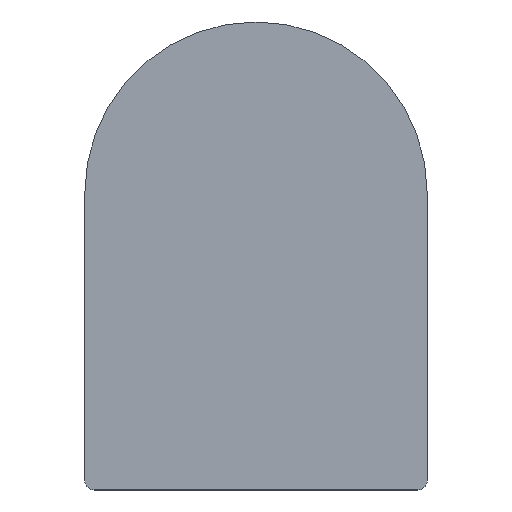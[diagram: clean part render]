
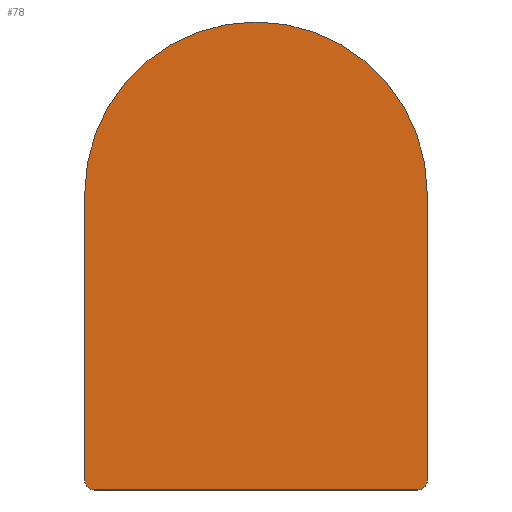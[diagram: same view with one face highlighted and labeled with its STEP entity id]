
A CAD part, top view. The second image highlights one B-rep face of the part: STEP entity #78.
In plain terms, the highlighted planar face has unit normal (0, 0, 1).
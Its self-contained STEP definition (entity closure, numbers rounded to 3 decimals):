
#1 = CIRCLE ( 'NONE', #213, 0.5 ) ;
#7 = FACE_OUTER_BOUND ( 'NONE', #142, .T. ) ;
#11 = DIRECTION ( 'NONE',  ( 1., 0., 0. ) ) ;
#16 = VERTEX_POINT ( 'NONE', #145 ) ;
#23 = CARTESIAN_POINT ( 'NONE',  ( -9.15, -1.415, 6.15 ) ) ;
#25 = CARTESIAN_POINT ( 'NONE',  ( 0., -1.415, 6.15 ) ) ;
#39 = CARTESIAN_POINT ( 'NONE',  ( 9.15, -16.765, 6.15 ) ) ;
#43 = ORIENTED_EDGE ( 'NONE', *, *, #263, .T. ) ;
#52 = AXIS2_PLACEMENT_3D ( 'NONE', #25, #272, #55 ) ;
#54 = DIRECTION ( 'NONE',  ( 0., 0., 1. ) ) ;
#55 = DIRECTION ( 'NONE',  ( -1., 0., 0. ) ) ;
#56 = CIRCLE ( 'NONE', #231, 9.15 ) ;
#58 = DIRECTION ( 'NONE',  ( -1., 0., 0. ) ) ;
#60 = LINE ( 'NONE', #157, #134 ) ;
#73 = CARTESIAN_POINT ( 'NONE',  ( -9.15, -1.415, 6.15 ) ) ;
#78 = ADVANCED_FACE ( 'NONE', ( #7 ), #249, .F. ) ;
#79 = CARTESIAN_POINT ( 'NONE',  ( 8.65, -16.765, 6.15 ) ) ;
#80 = DIRECTION ( 'NONE',  ( -1., 0., 0. ) ) ;
#86 = ORIENTED_EDGE ( 'NONE', *, *, #253, .T. ) ;
#93 = EDGE_CURVE ( 'NONE', #161, #140, #291, .T. ) ;
#105 = CIRCLE ( 'NONE', #192, 0.5 ) ;
#106 = CARTESIAN_POINT ( 'NONE',  ( 9.15, -1.415, 6.15 ) ) ;
#120 = CARTESIAN_POINT ( 'NONE',  ( -9.15, -16.765, 6.15 ) ) ;
#128 = LINE ( 'NONE', #227, #260 ) ;
#134 = VECTOR ( 'NONE', #258, 1000. ) ;
#137 = ORIENTED_EDGE ( 'NONE', *, *, #206, .T. ) ;
#140 = VERTEX_POINT ( 'NONE', #120 ) ;
#142 = EDGE_LOOP ( 'NONE', ( #210, #245, #86, #137, #43, #262 ) ) ;
#145 = CARTESIAN_POINT ( 'NONE',  ( 8.65, -17.265, 6.15 ) ) ;
#146 = DIRECTION ( 'NONE',  ( -1., 0., 0. ) ) ;
#149 = CARTESIAN_POINT ( 'NONE',  ( -8.65, -17.265, 6.15 ) ) ;
#157 = CARTESIAN_POINT ( 'NONE',  ( 9.15, -1.415, 6.15 ) ) ;
#161 = VERTEX_POINT ( 'NONE', #73 ) ;
#173 = EDGE_CURVE ( 'NONE', #140, #241, #1, .T. ) ;
#179 = CARTESIAN_POINT ( 'NONE',  ( 0., -1.415, 6.15 ) ) ;
#192 = AXIS2_PLACEMENT_3D ( 'NONE', #79, #296, #80 ) ;
#194 = DIRECTION ( 'NONE',  ( 0., -1., 0. ) ) ;
#206 = EDGE_CURVE ( 'NONE', #16, #283, #105, .T. ) ;
#210 = ORIENTED_EDGE ( 'NONE', *, *, #93, .T. ) ;
#213 = AXIS2_PLACEMENT_3D ( 'NONE', #271, #54, #146 ) ;
#227 = CARTESIAN_POINT ( 'NONE',  ( -9.15, -17.265, 6.15 ) ) ;
#230 = EDGE_CURVE ( 'NONE', #261, #161, #56, .T. ) ;
#231 = AXIS2_PLACEMENT_3D ( 'NONE', #179, #274, #58 ) ;
#241 = VERTEX_POINT ( 'NONE', #149 ) ;
#245 = ORIENTED_EDGE ( 'NONE', *, *, #173, .T. ) ;
#249 = PLANE ( 'NONE',  #52 ) ;
#253 = EDGE_CURVE ( 'NONE', #241, #16, #128, .T. ) ;
#258 = DIRECTION ( 'NONE',  ( 0., 1., 0. ) ) ;
#260 = VECTOR ( 'NONE', #11, 1000. ) ;
#261 = VERTEX_POINT ( 'NONE', #106 ) ;
#262 = ORIENTED_EDGE ( 'NONE', *, *, #230, .T. ) ;
#263 = EDGE_CURVE ( 'NONE', #283, #261, #60, .T. ) ;
#266 = VECTOR ( 'NONE', #194, 1000. ) ;
#271 = CARTESIAN_POINT ( 'NONE',  ( -8.65, -16.765, 6.15 ) ) ;
#272 = DIRECTION ( 'NONE',  ( 0., 0., -1. ) ) ;
#274 = DIRECTION ( 'NONE',  ( 0., 0., 1. ) ) ;
#283 = VERTEX_POINT ( 'NONE', #39 ) ;
#291 = LINE ( 'NONE', #23, #266 ) ;
#296 = DIRECTION ( 'NONE',  ( 0., 0., 1. ) ) ;
